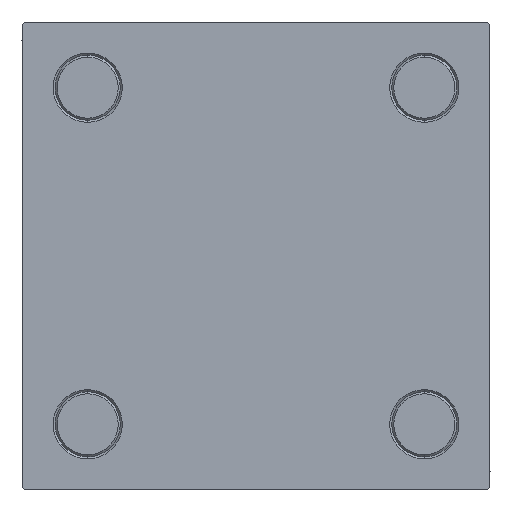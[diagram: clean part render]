
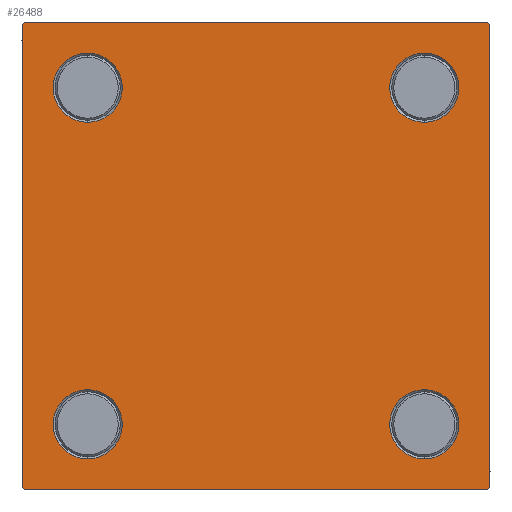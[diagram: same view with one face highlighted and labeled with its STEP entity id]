
A CAD part, left-side view. The second image highlights one B-rep face of the part: STEP entity #26488.
In plain terms, the highlighted planar face has unit normal (-1, 0, 0).
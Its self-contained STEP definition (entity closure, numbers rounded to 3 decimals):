
#99 = CARTESIAN_POINT ( 'NONE',  ( 0., -41.35, 41.35 ) ) ;
#448 = AXIS2_PLACEMENT_3D ( 'NONE', #99, #26768, #46555 ) ;
#1635 = EDGE_CURVE ( 'NONE', #4584, #39459, #19486, .T. ) ;
#1910 = ORIENTED_EDGE ( 'NONE', *, *, #16147, .T. ) ;
#1925 = EDGE_LOOP ( 'NONE', ( #2726, #6089 ) ) ;
#2075 = AXIS2_PLACEMENT_3D ( 'NONE', #46679, #8074, #4277 ) ;
#2283 = DIRECTION ( 'NONE',  ( 1., 0., 0. ) ) ;
#2476 = LINE ( 'NONE', #38017, #34200 ) ;
#2527 = VERTEX_POINT ( 'NONE', #41992 ) ;
#2537 = CARTESIAN_POINT ( 'NONE',  ( 0., 41.35, 41.35 ) ) ;
#2680 = EDGE_CURVE ( 'NONE', #49818, #31401, #40135, .T. ) ;
#2726 = ORIENTED_EDGE ( 'NONE', *, *, #21881, .T. ) ;
#2810 = EDGE_CURVE ( 'NONE', #49226, #25784, #43081, .T. ) ;
#4043 = DIRECTION ( 'NONE',  ( 0., -0.707, -0.707 ) ) ;
#4277 = DIRECTION ( 'NONE',  ( 0., 0., 1. ) ) ;
#4584 = VERTEX_POINT ( 'NONE', #38726 ) ;
#4939 = DIRECTION ( 'NONE',  ( 1., 0., 0. ) ) ;
#5139 = ORIENTED_EDGE ( 'NONE', *, *, #2810, .T. ) ;
#5538 = VERTEX_POINT ( 'NONE', #24993 ) ;
#5837 = DIRECTION ( 'NONE',  ( 0., 0., -1. ) ) ;
#5943 = DIRECTION ( 'NONE',  ( 0., 0.707, -0.707 ) ) ;
#6089 = ORIENTED_EDGE ( 'NONE', *, *, #1635, .T. ) ;
#6525 = DIRECTION ( 'NONE',  ( 0., -1., 0. ) ) ;
#6678 = ORIENTED_EDGE ( 'NONE', *, *, #35730, .T. ) ;
#6855 = CIRCLE ( 'NONE', #13338, 8.5 ) ;
#6991 = CARTESIAN_POINT ( 'NONE',  ( 0., 41.35, -41.35 ) ) ;
#7369 = VECTOR ( 'NONE', #5837, 1000. ) ;
#8074 = DIRECTION ( 'NONE',  ( 1., 0., 0. ) ) ;
#8440 = CIRCLE ( 'NONE', #28734, 8.5 ) ;
#8779 = AXIS2_PLACEMENT_3D ( 'NONE', #37834, #22593, #14698 ) ;
#9444 = ORIENTED_EDGE ( 'NONE', *, *, #2680, .T. ) ;
#9643 = DIRECTION ( 'NONE',  ( 0., 0., 1. ) ) ;
#10158 = CARTESIAN_POINT ( 'NONE',  ( 0., 41.35, 49.85 ) ) ;
#10754 = ORIENTED_EDGE ( 'NONE', *, *, #18338, .T. ) ;
#11140 = LINE ( 'NONE', #49737, #31329 ) ;
#11394 = DIRECTION ( 'NONE',  ( 0., -1., 0. ) ) ;
#11493 = CIRCLE ( 'NONE', #39884, 8.5 ) ;
#12042 = DIRECTION ( 'NONE',  ( 1., 0., 0. ) ) ;
#12143 = DIRECTION ( 'NONE',  ( 1., 0., 0. ) ) ;
#12246 = VECTOR ( 'NONE', #33132, 1000. ) ;
#12337 = VERTEX_POINT ( 'NONE', #23640 ) ;
#13338 = AXIS2_PLACEMENT_3D ( 'NONE', #6991, #4939, #28082 ) ;
#13915 = CARTESIAN_POINT ( 'NONE',  ( 0., -57.5, -57. ) ) ;
#14020 = CARTESIAN_POINT ( 'NONE',  ( 0., 41.35, -32.85 ) ) ;
#14069 = EDGE_CURVE ( 'NONE', #2527, #49818, #32887, .T. ) ;
#14348 = LINE ( 'NONE', #49650, #45378 ) ;
#14698 = DIRECTION ( 'NONE',  ( 0., 0., 1. ) ) ;
#15316 = VERTEX_POINT ( 'NONE', #28753 ) ;
#16147 = EDGE_CURVE ( 'NONE', #48481, #33110, #6855, .T. ) ;
#16205 = LINE ( 'NONE', #34785, #17384 ) ;
#17384 = VECTOR ( 'NONE', #4043, 1000. ) ;
#17873 = CARTESIAN_POINT ( 'NONE',  ( 0., -57.5, 57.5 ) ) ;
#18338 = EDGE_CURVE ( 'NONE', #5538, #12337, #29679, .T. ) ;
#18519 = PLANE ( 'NONE',  #8779 ) ;
#18705 = ORIENTED_EDGE ( 'NONE', *, *, #47526, .T. ) ;
#18710 = AXIS2_PLACEMENT_3D ( 'NONE', #36824, #48221, #48467 ) ;
#19013 = EDGE_CURVE ( 'NONE', #2527, #41890, #11140, .T. ) ;
#19271 = DIRECTION ( 'NONE',  ( 0., 0., 1. ) ) ;
#19486 = CIRCLE ( 'NONE', #18710, 8.5 ) ;
#20133 = AXIS2_PLACEMENT_3D ( 'NONE', #2537, #2283, #9643 ) ;
#21408 = EDGE_LOOP ( 'NONE', ( #5139, #21735 ) ) ;
#21680 = ORIENTED_EDGE ( 'NONE', *, *, #29598, .T. ) ;
#21735 = ORIENTED_EDGE ( 'NONE', *, *, #43666, .T. ) ;
#21881 = EDGE_CURVE ( 'NONE', #39459, #4584, #35557, .T. ) ;
#22234 = VECTOR ( 'NONE', #5943, 1000. ) ;
#22332 = CIRCLE ( 'NONE', #448, 8.5 ) ;
#22593 = DIRECTION ( 'NONE',  ( -1., 0., 0. ) ) ;
#22725 = CARTESIAN_POINT ( 'NONE',  ( 0., -41.35, -32.85 ) ) ;
#23111 = ORIENTED_EDGE ( 'NONE', *, *, #19013, .F. ) ;
#23246 = DIRECTION ( 'NONE',  ( 0., 0., 1. ) ) ;
#23258 = ORIENTED_EDGE ( 'NONE', *, *, #34356, .T. ) ;
#23640 = CARTESIAN_POINT ( 'NONE',  ( 0., -41.35, 49.85 ) ) ;
#24993 = CARTESIAN_POINT ( 'NONE',  ( 0., -41.35, 32.85 ) ) ;
#25784 = VERTEX_POINT ( 'NONE', #39700 ) ;
#25916 = CARTESIAN_POINT ( 'NONE',  ( 0., -57.25, 57.25 ) ) ;
#26060 = AXIS2_PLACEMENT_3D ( 'NONE', #27671, #12143, #19271 ) ;
#26164 = FACE_BOUND ( 'NONE', #1925, .T. ) ;
#26488 = ADVANCED_FACE ( 'NONE', ( #42637, #30483, #45433, #26164, #34276 ), #18519, .T. ) ;
#26685 = EDGE_LOOP ( 'NONE', ( #18705, #10754 ) ) ;
#26768 = DIRECTION ( 'NONE',  ( 1., 0., 0. ) ) ;
#27671 = CARTESIAN_POINT ( 'NONE',  ( 0., -41.35, -41.35 ) ) ;
#28082 = DIRECTION ( 'NONE',  ( 0., 0., 1. ) ) ;
#28316 = ORIENTED_EDGE ( 'NONE', *, *, #33488, .F. ) ;
#28734 = AXIS2_PLACEMENT_3D ( 'NONE', #30278, #37385, #49796 ) ;
#28753 = CARTESIAN_POINT ( 'NONE',  ( 0., 57., -57.5 ) ) ;
#29225 = CARTESIAN_POINT ( 'NONE',  ( 0., -57., -57.5 ) ) ;
#29598 = EDGE_CURVE ( 'NONE', #39383, #31062, #14348, .T. ) ;
#29679 = CIRCLE ( 'NONE', #2075, 8.5 ) ;
#30234 = DIRECTION ( 'NONE',  ( 0., 0.707, 0.707 ) ) ;
#30278 = CARTESIAN_POINT ( 'NONE',  ( 0., -41.35, -41.35 ) ) ;
#30436 = CARTESIAN_POINT ( 'NONE',  ( 0., 57.5, 57. ) ) ;
#30483 = FACE_BOUND ( 'NONE', #21408, .T. ) ;
#30583 = EDGE_LOOP ( 'NONE', ( #1910, #6678 ) ) ;
#31062 = VERTEX_POINT ( 'NONE', #13915 ) ;
#31329 = VECTOR ( 'NONE', #11394, 1000. ) ;
#31377 = CARTESIAN_POINT ( 'NONE',  ( 0., 41.35, -41.35 ) ) ;
#31401 = VERTEX_POINT ( 'NONE', #38163 ) ;
#32437 = CARTESIAN_POINT ( 'NONE',  ( 0., 41.35, -49.85 ) ) ;
#32887 = LINE ( 'NONE', #40740, #22234 ) ;
#33110 = VERTEX_POINT ( 'NONE', #32437 ) ;
#33132 = DIRECTION ( 'NONE',  ( 0., 0., -1. ) ) ;
#33488 = EDGE_CURVE ( 'NONE', #45276, #31062, #40484, .T. ) ;
#34030 = LINE ( 'NONE', #25916, #44255 ) ;
#34200 = VECTOR ( 'NONE', #6525, 1000. ) ;
#34276 = FACE_OUTER_BOUND ( 'NONE', #49009, .T. ) ;
#34356 = EDGE_CURVE ( 'NONE', #15316, #39383, #2476, .T. ) ;
#34785 = CARTESIAN_POINT ( 'NONE',  ( 0., 57.25, -57.25 ) ) ;
#35557 = CIRCLE ( 'NONE', #20133, 8.5 ) ;
#35730 = EDGE_CURVE ( 'NONE', #33110, #48481, #11493, .T. ) ;
#36824 = CARTESIAN_POINT ( 'NONE',  ( 0., 41.35, 41.35 ) ) ;
#37385 = DIRECTION ( 'NONE',  ( 1., 0., 0. ) ) ;
#37834 = CARTESIAN_POINT ( 'NONE',  ( 0., 0., 0. ) ) ;
#38017 = CARTESIAN_POINT ( 'NONE',  ( 0., 57.5, -57.5 ) ) ;
#38163 = CARTESIAN_POINT ( 'NONE',  ( 0., 57.5, -57. ) ) ;
#38726 = CARTESIAN_POINT ( 'NONE',  ( 0., 41.35, 32.85 ) ) ;
#39383 = VERTEX_POINT ( 'NONE', #29225 ) ;
#39459 = VERTEX_POINT ( 'NONE', #10158 ) ;
#39700 = CARTESIAN_POINT ( 'NONE',  ( 0., -41.35, -49.85 ) ) ;
#39884 = AXIS2_PLACEMENT_3D ( 'NONE', #31377, #12042, #23246 ) ;
#40135 = LINE ( 'NONE', #40627, #7369 ) ;
#40484 = LINE ( 'NONE', #17873, #12246 ) ;
#40620 = CARTESIAN_POINT ( 'NONE',  ( 0., -57., 57.5 ) ) ;
#40627 = CARTESIAN_POINT ( 'NONE',  ( 0., 57.5, 57.5 ) ) ;
#40740 = CARTESIAN_POINT ( 'NONE',  ( 0., 57.25, 57.25 ) ) ;
#40775 = ORIENTED_EDGE ( 'NONE', *, *, #48880, .T. ) ;
#41890 = VERTEX_POINT ( 'NONE', #40620 ) ;
#41992 = CARTESIAN_POINT ( 'NONE',  ( 0., 57., 57.5 ) ) ;
#42027 = DIRECTION ( 'NONE',  ( 0., -0.707, 0.707 ) ) ;
#42637 = FACE_BOUND ( 'NONE', #26685, .T. ) ;
#42807 = ORIENTED_EDGE ( 'NONE', *, *, #44988, .T. ) ;
#43081 = CIRCLE ( 'NONE', #26060, 8.5 ) ;
#43666 = EDGE_CURVE ( 'NONE', #25784, #49226, #8440, .T. ) ;
#44255 = VECTOR ( 'NONE', #30234, 1000. ) ;
#44988 = EDGE_CURVE ( 'NONE', #31401, #15316, #16205, .T. ) ;
#45276 = VERTEX_POINT ( 'NONE', #48617 ) ;
#45378 = VECTOR ( 'NONE', #42027, 1000. ) ;
#45433 = FACE_BOUND ( 'NONE', #30583, .T. ) ;
#46555 = DIRECTION ( 'NONE',  ( 0., 0., 1. ) ) ;
#46679 = CARTESIAN_POINT ( 'NONE',  ( 0., -41.35, 41.35 ) ) ;
#47526 = EDGE_CURVE ( 'NONE', #12337, #5538, #22332, .T. ) ;
#48221 = DIRECTION ( 'NONE',  ( 1., 0., 0. ) ) ;
#48467 = DIRECTION ( 'NONE',  ( 0., 0., 1. ) ) ;
#48481 = VERTEX_POINT ( 'NONE', #14020 ) ;
#48617 = CARTESIAN_POINT ( 'NONE',  ( 0., -57.5, 57. ) ) ;
#48880 = EDGE_CURVE ( 'NONE', #45276, #41890, #34030, .T. ) ;
#49009 = EDGE_LOOP ( 'NONE', ( #9444, #42807, #23258, #21680, #28316, #40775, #23111, #49355 ) ) ;
#49226 = VERTEX_POINT ( 'NONE', #22725 ) ;
#49355 = ORIENTED_EDGE ( 'NONE', *, *, #14069, .T. ) ;
#49650 = CARTESIAN_POINT ( 'NONE',  ( 0., -57.25, -57.25 ) ) ;
#49737 = CARTESIAN_POINT ( 'NONE',  ( 0., 57.5, 57.5 ) ) ;
#49796 = DIRECTION ( 'NONE',  ( 0., 0., 1. ) ) ;
#49818 = VERTEX_POINT ( 'NONE', #30436 ) ;
